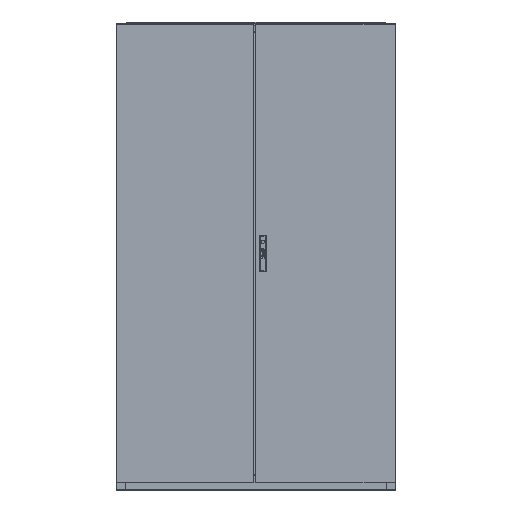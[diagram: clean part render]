
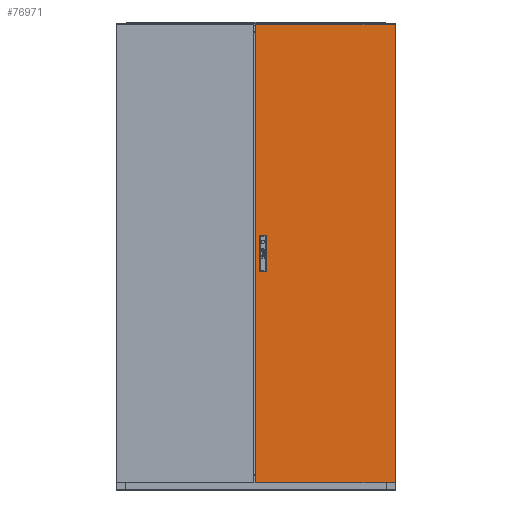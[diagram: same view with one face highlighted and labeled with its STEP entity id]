
A CAD part, top view. The second image highlights one B-rep face of the part: STEP entity #76971.
In plain terms, the highlighted planar face has unit normal (0, 0, 1).
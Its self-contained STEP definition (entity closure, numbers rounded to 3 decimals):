
#1119 = LINE ( 'NONE', #13661, #63290 ) ;
#1903 = CARTESIAN_POINT ( 'NONE',  ( -300., 983.5, 0. ) ) ;
#5680 = LINE ( 'NONE', #65201, #64226 ) ;
#7262 = EDGE_CURVE ( 'NONE', #74349, #43184, #87524, .T. ) ;
#8295 = ORIENTED_EDGE ( 'NONE', *, *, #42787, .T. ) ;
#12349 = CARTESIAN_POINT ( 'NONE',  ( -252.8, 78.5, 0. ) ) ;
#13661 = CARTESIAN_POINT ( 'NONE',  ( -252.8, 0., 0. ) ) ;
#14812 = ORIENTED_EDGE ( 'NONE', *, *, #7262, .T. ) ;
#17497 = VECTOR ( 'NONE', #95967, 1000. ) ;
#21170 = LINE ( 'NONE', #107679, #17497 ) ;
#21913 = LINE ( 'NONE', #122038, #49274 ) ;
#24610 = VECTOR ( 'NONE', #98783, 1000. ) ;
#26482 = CARTESIAN_POINT ( 'NONE',  ( -283.2, 0., 0. ) ) ;
#28482 = FACE_BOUND ( 'NONE', #137331, .T. ) ;
#30973 = EDGE_CURVE ( 'NONE', #70190, #99074, #5680, .T. ) ;
#32576 = EDGE_CURVE ( 'NONE', #131336, #78769, #86807, .T. ) ;
#39602 = DIRECTION ( 'NONE',  ( 0., -1., 0. ) ) ;
#40509 = CARTESIAN_POINT ( 'NONE',  ( 300., 983.5, 0. ) ) ;
#42787 = EDGE_CURVE ( 'NONE', #78769, #74349, #21170, .T. ) ;
#43184 = VERTEX_POINT ( 'NONE', #44248 ) ;
#44248 = CARTESIAN_POINT ( 'NONE',  ( -300., -983.5, 0. ) ) ;
#47458 = ORIENTED_EDGE ( 'NONE', *, *, #88323, .T. ) ;
#49274 = VECTOR ( 'NONE', #75483, 1000. ) ;
#49664 = DIRECTION ( 'NONE',  ( 0., 0., 1. ) ) ;
#50184 = PLANE ( 'NONE',  #63139 ) ;
#53322 = DIRECTION ( 'NONE',  ( 1., 0., 0. ) ) ;
#54646 = EDGE_CURVE ( 'NONE', #125400, #99074, #1119, .T. ) ;
#57870 = ORIENTED_EDGE ( 'NONE', *, *, #119915, .F. ) ;
#58504 = VECTOR ( 'NONE', #76800, 1000. ) ;
#58570 = EDGE_LOOP ( 'NONE', ( #118230, #8295, #14812, #82036 ) ) ;
#59564 = FACE_OUTER_BOUND ( 'NONE', #58570, .T. ) ;
#61736 = DIRECTION ( 'NONE',  ( 0., -1., 0. ) ) ;
#61920 = DIRECTION ( 'NONE',  ( 1., 0., 0. ) ) ;
#63139 = AXIS2_PLACEMENT_3D ( 'NONE', #108428, #49664, #61920 ) ;
#63290 = VECTOR ( 'NONE', #95467, 1000. ) ;
#64226 = VECTOR ( 'NONE', #53322, 1000. ) ;
#65016 = CARTESIAN_POINT ( 'NONE',  ( -300., -983.5, 0. ) ) ;
#65201 = CARTESIAN_POINT ( 'NONE',  ( -283.2, -78.5, 0. ) ) ;
#70190 = VERTEX_POINT ( 'NONE', #84736 ) ;
#74349 = VERTEX_POINT ( 'NONE', #1903 ) ;
#75483 = DIRECTION ( 'NONE',  ( 1., 0., 0. ) ) ;
#75567 = EDGE_CURVE ( 'NONE', #43184, #131336, #117063, .T. ) ;
#76800 = DIRECTION ( 'NONE',  ( 1., 0., 0. ) ) ;
#76971 = ADVANCED_FACE ( 'NONE', ( #59564, #28482 ), #50184, .T. ) ;
#78769 = VERTEX_POINT ( 'NONE', #104599 ) ;
#82036 = ORIENTED_EDGE ( 'NONE', *, *, #75567, .T. ) ;
#82929 = VECTOR ( 'NONE', #61736, 1000. ) ;
#83886 = VECTOR ( 'NONE', #39602, 1000. ) ;
#84736 = CARTESIAN_POINT ( 'NONE',  ( -283.2, -78.5, 0. ) ) ;
#86227 = VERTEX_POINT ( 'NONE', #104099 ) ;
#86807 = LINE ( 'NONE', #40509, #24610 ) ;
#87524 = LINE ( 'NONE', #109636, #83886 ) ;
#88323 = EDGE_CURVE ( 'NONE', #86227, #125400, #21913, .T. ) ;
#95467 = DIRECTION ( 'NONE',  ( 0., -1., 0. ) ) ;
#95967 = DIRECTION ( 'NONE',  ( -1., 0., 0. ) ) ;
#97337 = CARTESIAN_POINT ( 'NONE',  ( -252.8, -78.5, 0. ) ) ;
#98783 = DIRECTION ( 'NONE',  ( 0., 1., 0. ) ) ;
#99074 = VERTEX_POINT ( 'NONE', #97337 ) ;
#104099 = CARTESIAN_POINT ( 'NONE',  ( -283.2, 78.5, 0. ) ) ;
#104599 = CARTESIAN_POINT ( 'NONE',  ( 300., 983.5, 0. ) ) ;
#107679 = CARTESIAN_POINT ( 'NONE',  ( -300., 983.5, 0. ) ) ;
#108428 = CARTESIAN_POINT ( 'NONE',  ( 0., 0., 0. ) ) ;
#109636 = CARTESIAN_POINT ( 'NONE',  ( -300., 983.5, 0. ) ) ;
#111794 = CARTESIAN_POINT ( 'NONE',  ( 300., -983.5, 0. ) ) ;
#112142 = ORIENTED_EDGE ( 'NONE', *, *, #30973, .F. ) ;
#113931 = LINE ( 'NONE', #26482, #82929 ) ;
#117063 = LINE ( 'NONE', #65016, #58504 ) ;
#118230 = ORIENTED_EDGE ( 'NONE', *, *, #32576, .T. ) ;
#119915 = EDGE_CURVE ( 'NONE', #86227, #70190, #113931, .T. ) ;
#122038 = CARTESIAN_POINT ( 'NONE',  ( -283.2, 78.5, 0. ) ) ;
#125400 = VERTEX_POINT ( 'NONE', #12349 ) ;
#125849 = ORIENTED_EDGE ( 'NONE', *, *, #54646, .T. ) ;
#131336 = VERTEX_POINT ( 'NONE', #111794 ) ;
#137331 = EDGE_LOOP ( 'NONE', ( #57870, #47458, #125849, #112142 ) ) ;
